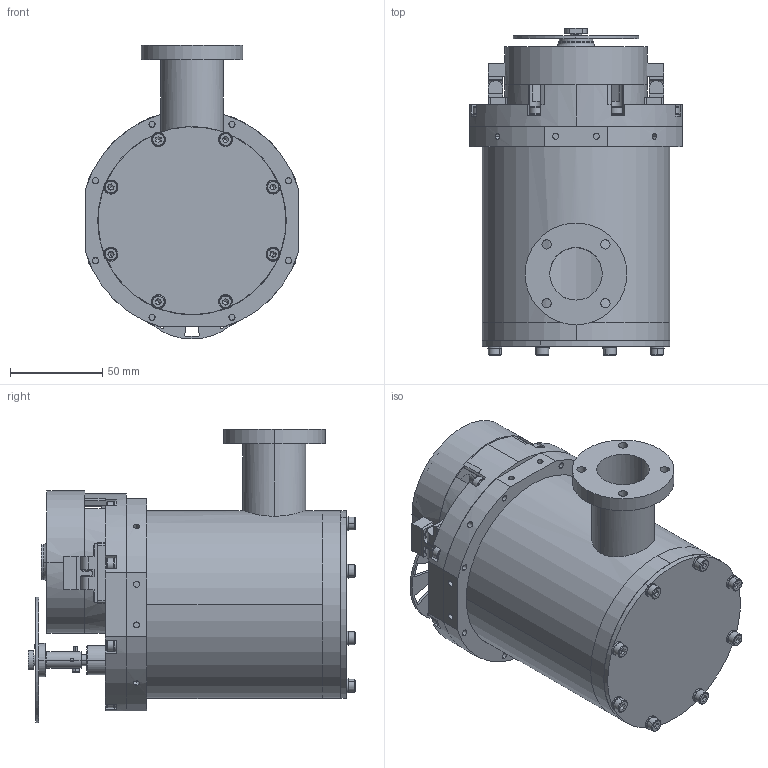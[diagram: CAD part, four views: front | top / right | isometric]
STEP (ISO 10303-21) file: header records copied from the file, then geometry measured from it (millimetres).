
FILE_DESCRIPTION (( 'STEP AP203' ), '1' );
FILE_NAME ('MC12101_Outline_200907.STEP', '2020-09-08T10:09:12', ( '' ), ( '' ), 'SwSTEP 2.0', 'SolidWorks 2018', '' );
FILE_SCHEMA (( 'CONFIG_CONTROL_DESIGN' ));
Length unit declared in the file: millimetre
Products named in the file (21): KP20202; 750-758-P1; KP20203; socket head cap screw_am_B18.3.1M - 4 x 0.7 x 8 Hex SHCS -- 8NHX; spring lock washer_ks_KS 1324 - M4; 750-770-P1; socket countersunk head screw_iso_ISO 10642 - M3 x 8 - 8N; socket head cap screw_ks_KS 1003 - M4 x 12 x 12-N; 750-728-P1_1; 750-827-P1; 750-824-P1(FK-03513); 750-778-P1; 750-766-G1; 750-764-G1_DUMMY; socket head cap screw_ks_KS 1003 - M2 x 12 x 12-N; 750-826-P1; KP20204; 750-728-P1_2; KP20201; MC12101_Outline_200907; KR-00375
Assembly tree (58 placements, depth 3):
  MC12101_Outline_200907
    750-764-G1_DUMMY
    750-766-G1
      KP20202
      KP20203
      KP20201
      KP20204
    750-758-P1
    750-728-P1_2  x2
    750-824-P1(FK-03513)
    KR-00375
      750-770-P1
      750-728-P1_1  x2
      socket countersunk head screw_iso_ISO 10642 - M3 x 8 - 8N  x4
    750-826-P1
    750-827-P1
    750-778-P1
    socket head cap screw_ks_KS 1003 - M2 x 12 x 12-N
    socket countersunk head screw_iso_ISO 10642 - M3 x 8 - 8N  x4
    spring lock washer_ks_KS 1324 - M4  x16
    socket head cap screw_ks_KS 1003 - M4 x 12 x 12-N  x8
    socket head cap screw_am_B18.3.1M - 4 x 0.7 x 8 Hex SHCS -- 8NHX  x8
Bounding box: 115 x 177 x 159 mm (x, y, z)
Volume: 373798.5 mm3; surface area: 200404.9 mm2
Topology: 56 solids, 56 shells, 1536 faces, 3597 edges, 2200 vertices
Faces by surface type: plane 677, cylinder 554, cone 191, torus 106, bspline 8
Entity records: 26851 total; most frequent: CARTESIAN_POINT 4847, DIRECTION 4265, ORIENTED_EDGE 3648, EDGE_CURVE 1824, AXIS2_PLACEMENT_3D 1677, VERTEX_POINT 1173, EDGE_LOOP 935, VECTOR 911
